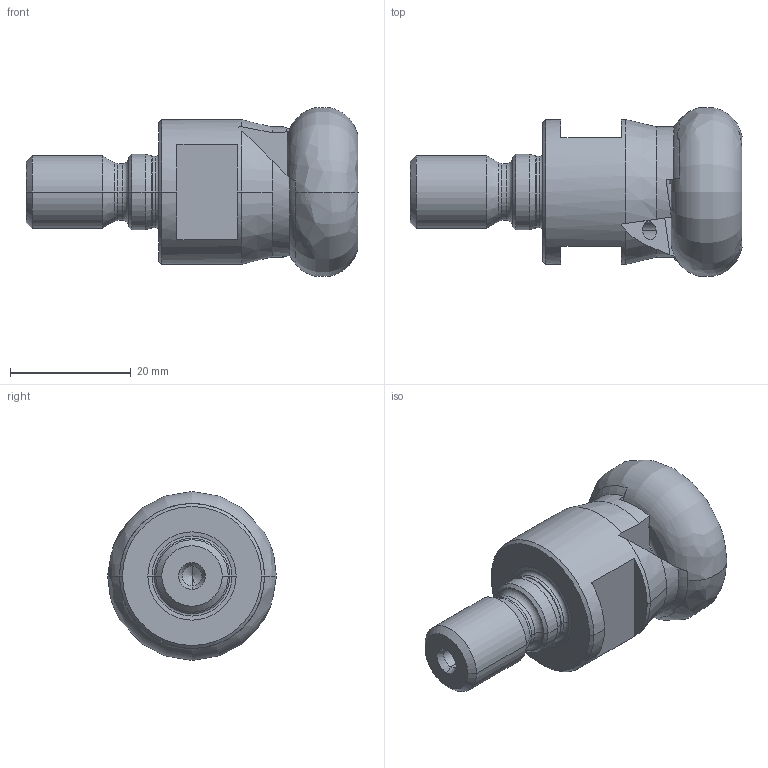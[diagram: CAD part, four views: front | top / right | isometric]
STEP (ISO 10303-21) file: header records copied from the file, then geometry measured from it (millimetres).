
FILE_DESCRIPTION (( 'STEP AP214' ), '1' );
FILE_NAME ('ESF_28_M12_124_2.STEP', '2016-09-06T13:04:34', ( '' ), ( '' ), 'SwSTEP 2.0', 'SolidWorks 2016', '' );
FILE_SCHEMA (( 'AUTOMOTIVE_DESIGN' ));
Length unit declared in the file: millimetre
Products named in the file (1): ESF_28_M12_124_2
Bounding box: 54.98 x 27.94 x 27.94 mm (x, y, z)
Volume: 16044.3 mm3; surface area: 5465.7 mm2
Topology: 1 solids, 1 shells, 87 faces, 234 edges, 144 vertices
Faces by surface type: cylinder 29, plane 24, cone 19, torus 11, bspline 4
Entity records: 4538 total; most frequent: CARTESIAN_POINT 2324, ORIENTED_EDGE 464, DIRECTION 432, EDGE_CURVE 232, AXIS2_PLACEMENT_3D 184, VERTEX_POINT 144, CIRCLE 100, EDGE_LOOP 92
